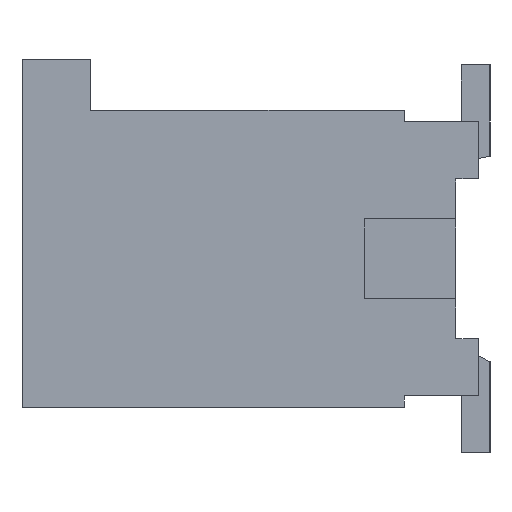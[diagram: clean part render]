
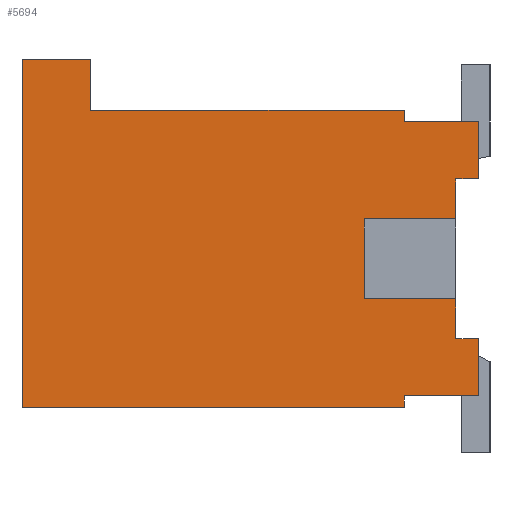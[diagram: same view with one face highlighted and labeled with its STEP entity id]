
A CAD part, left-side view. The second image highlights one B-rep face of the part: STEP entity #5694.
In plain terms, the highlighted planar face has unit normal (-1, 0, 0).
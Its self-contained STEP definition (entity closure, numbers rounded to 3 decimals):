
#1=DIRECTION('',(0.,0.,-1.));
#2=VECTOR('',#1,0.7);
#3=CARTESIAN_POINT('',(-4.3,-0.956,-0.05));
#4=LINE('',#3,#2);
#5=DIRECTION('',(0.,-1.,0.));
#6=VECTOR('',#5,0.8);
#7=CARTESIAN_POINT('',(-4.3,-0.956,-0.75));
#8=LINE('',#7,#6);
#9=DIRECTION('',(0.,0.,-1.));
#10=VECTOR('',#9,0.35);
#11=CARTESIAN_POINT('',(-4.3,-1.756,-0.75));
#12=LINE('',#11,#10);
#13=DIRECTION('',(0.,-1.,0.));
#14=VECTOR('',#13,0.2);
#15=CARTESIAN_POINT('',(-4.3,-1.756,-1.1));
#16=LINE('',#15,#14);
#17=DIRECTION('',(0.,0.,-1.));
#18=VECTOR('',#17,0.5);
#19=CARTESIAN_POINT('',(-4.3,-1.956,-1.1));
#20=LINE('',#19,#18);
#21=DIRECTION('',(0.,1.,0.));
#22=VECTOR('',#21,0.65);
#23=CARTESIAN_POINT('',(-4.3,-1.956,-1.6));
#24=LINE('',#23,#22);
#25=DIRECTION('',(0.,0.,-1.));
#26=VECTOR('',#25,0.1);
#27=CARTESIAN_POINT('',(-4.3,-1.306,-1.6));
#28=LINE('',#27,#26);
#29=DIRECTION('',(0.,1.,0.));
#30=VECTOR('',#29,3.35);
#31=CARTESIAN_POINT('',(-4.3,-1.306,-1.7));
#32=LINE('',#31,#30);
#33=DIRECTION('',(0.,0.,1.));
#34=VECTOR('',#33,3.05);
#35=CARTESIAN_POINT('',(-4.3,2.044,-1.7));
#36=LINE('',#35,#34);
#37=DIRECTION('',(0.,-1.,0.));
#38=VECTOR('',#37,0.6);
#39=CARTESIAN_POINT('',(-4.3,2.044,1.35));
#40=LINE('',#39,#38);
#41=DIRECTION('',(0.,0.,-1.));
#42=VECTOR('',#41,0.45);
#43=CARTESIAN_POINT('',(-4.3,1.444,1.35));
#44=LINE('',#43,#42);
#45=DIRECTION('',(0.,-1.,0.));
#46=VECTOR('',#45,2.75);
#47=CARTESIAN_POINT('',(-4.3,1.444,0.9));
#48=LINE('',#47,#46);
#49=DIRECTION('',(0.,0.,-1.));
#50=VECTOR('',#49,0.1);
#51=CARTESIAN_POINT('',(-4.3,-1.306,0.9));
#52=LINE('',#51,#50);
#53=DIRECTION('',(0.,-1.,0.));
#54=VECTOR('',#53,0.65);
#55=CARTESIAN_POINT('',(-4.3,-1.306,0.8));
#56=LINE('',#55,#54);
#57=DIRECTION('',(0.,0.,-1.));
#58=VECTOR('',#57,0.5);
#59=CARTESIAN_POINT('',(-4.3,-1.956,0.8));
#60=LINE('',#59,#58);
#61=DIRECTION('',(0.,1.,0.));
#62=VECTOR('',#61,0.2);
#63=CARTESIAN_POINT('',(-4.3,-1.956,0.3));
#64=LINE('',#63,#62);
#65=DIRECTION('',(0.,0.,-1.));
#66=VECTOR('',#65,0.35);
#67=CARTESIAN_POINT('',(-4.3,-1.756,0.3));
#68=LINE('',#67,#66);
#69=DIRECTION('',(0.,-1.,0.));
#70=VECTOR('',#69,0.8);
#71=CARTESIAN_POINT('',(-4.3,-0.956,-0.05));
#72=LINE('',#71,#70);
#4321=CARTESIAN_POINT('',(-4.3,2.044,1.35));
#4322=CARTESIAN_POINT('',(-4.3,1.444,1.35));
#4323=VERTEX_POINT('',#4321);
#4324=VERTEX_POINT('',#4322);
#4325=CARTESIAN_POINT('',(-4.3,1.444,0.9));
#4326=VERTEX_POINT('',#4325);
#4327=CARTESIAN_POINT('',(-4.3,-1.306,0.9));
#4328=VERTEX_POINT('',#4327);
#4329=CARTESIAN_POINT('',(-4.3,-1.956,-1.1));
#4330=CARTESIAN_POINT('',(-4.3,-1.956,-1.6));
#4331=VERTEX_POINT('',#4329);
#4332=VERTEX_POINT('',#4330);
#4333=CARTESIAN_POINT('',(-4.3,-1.306,-1.7));
#4334=CARTESIAN_POINT('',(-4.3,2.044,-1.7));
#4335=VERTEX_POINT('',#4333);
#4336=VERTEX_POINT('',#4334);
#4349=CARTESIAN_POINT('',(-4.3,-1.956,0.8));
#4350=CARTESIAN_POINT('',(-4.3,-1.956,0.3));
#4351=VERTEX_POINT('',#4349);
#4352=VERTEX_POINT('',#4350);
#4353=CARTESIAN_POINT('',(-4.3,-1.756,0.3));
#4354=VERTEX_POINT('',#4353);
#4355=CARTESIAN_POINT('',(-4.3,-1.756,-1.1));
#4356=VERTEX_POINT('',#4355);
#5355=CARTESIAN_POINT('',(-4.3,-1.306,0.8));
#5356=VERTEX_POINT('',#5355);
#5357=CARTESIAN_POINT('',(-4.3,-1.306,-1.6));
#5358=VERTEX_POINT('',#5357);
#5407=CARTESIAN_POINT('',(-4.3,-0.956,-0.05));
#5408=CARTESIAN_POINT('',(-4.3,-0.956,-0.75));
#5409=VERTEX_POINT('',#5407);
#5410=VERTEX_POINT('',#5408);
#5411=CARTESIAN_POINT('',(-4.3,-1.756,-0.75));
#5412=VERTEX_POINT('',#5411);
#5413=CARTESIAN_POINT('',(-4.3,-1.756,-0.05));
#5414=VERTEX_POINT('',#5413);
#5651=CARTESIAN_POINT('',(-4.3,0.,0.));
#5652=DIRECTION('',(1.,0.,0.));
#5653=DIRECTION('',(0.,0.,-1.));
#5654=AXIS2_PLACEMENT_3D('',#5651,#5652,#5653);
#5655=PLANE('',#5654);
#5657=ORIENTED_EDGE('',*,*,#5656,.T.);
#5659=ORIENTED_EDGE('',*,*,#5658,.T.);
#5661=ORIENTED_EDGE('',*,*,#5660,.T.);
#5663=ORIENTED_EDGE('',*,*,#5662,.T.);
#5665=ORIENTED_EDGE('',*,*,#5664,.T.);
#5667=ORIENTED_EDGE('',*,*,#5666,.T.);
#5669=ORIENTED_EDGE('',*,*,#5668,.T.);
#5671=ORIENTED_EDGE('',*,*,#5670,.T.);
#5673=ORIENTED_EDGE('',*,*,#5672,.T.);
#5675=ORIENTED_EDGE('',*,*,#5674,.T.);
#5677=ORIENTED_EDGE('',*,*,#5676,.T.);
#5679=ORIENTED_EDGE('',*,*,#5678,.T.);
#5681=ORIENTED_EDGE('',*,*,#5680,.T.);
#5683=ORIENTED_EDGE('',*,*,#5682,.T.);
#5685=ORIENTED_EDGE('',*,*,#5684,.T.);
#5687=ORIENTED_EDGE('',*,*,#5686,.T.);
#5689=ORIENTED_EDGE('',*,*,#5688,.T.);
#5691=ORIENTED_EDGE('',*,*,#5690,.F.);
#5692=EDGE_LOOP('',(#5657,#5659,#5661,#5663,#5665,#5667,#5669,#5671,#5673,#5675,
#5677,#5679,#5681,#5683,#5685,#5687,#5689,#5691));
#5693=FACE_OUTER_BOUND('',#5692,.F.);
#5694=ADVANCED_FACE('',(#5693),#5655,.F.);
#5656=EDGE_CURVE('',#5409,#5410,#4,.T.);
#5658=EDGE_CURVE('',#5410,#5412,#8,.T.);
#5660=EDGE_CURVE('',#5412,#4356,#12,.T.);
#5662=EDGE_CURVE('',#4356,#4331,#16,.T.);
#5664=EDGE_CURVE('',#4331,#4332,#20,.T.);
#5666=EDGE_CURVE('',#4332,#5358,#24,.T.);
#5668=EDGE_CURVE('',#5358,#4335,#28,.T.);
#5670=EDGE_CURVE('',#4335,#4336,#32,.T.);
#5672=EDGE_CURVE('',#4336,#4323,#36,.T.);
#5674=EDGE_CURVE('',#4323,#4324,#40,.T.);
#5676=EDGE_CURVE('',#4324,#4326,#44,.T.);
#5678=EDGE_CURVE('',#4326,#4328,#48,.T.);
#5680=EDGE_CURVE('',#4328,#5356,#52,.T.);
#5682=EDGE_CURVE('',#5356,#4351,#56,.T.);
#5684=EDGE_CURVE('',#4351,#4352,#60,.T.);
#5686=EDGE_CURVE('',#4352,#4354,#64,.T.);
#5688=EDGE_CURVE('',#4354,#5414,#68,.T.);
#5690=EDGE_CURVE('',#5409,#5414,#72,.T.);
